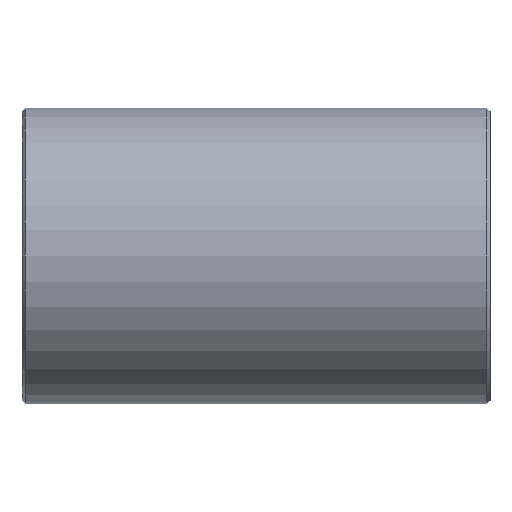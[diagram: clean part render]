
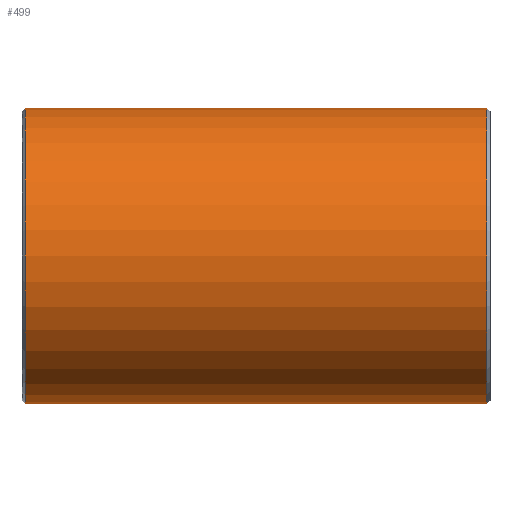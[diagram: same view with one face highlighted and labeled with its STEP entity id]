
A CAD part, front view. The second image highlights one B-rep face of the part: STEP entity #499.
In plain terms, the highlighted cylindrical face has radius 136.525 mm (diameter 273.05 mm), a partial arc.
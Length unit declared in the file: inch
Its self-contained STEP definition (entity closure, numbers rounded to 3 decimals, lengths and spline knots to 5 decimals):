
#15 = AXIS2_PLACEMENT_3D ( 'NONE', #575, #851, #220 ) ;
#34 = CARTESIAN_POINT ( 'NONE',  ( 8.37833, 0., 0. ) ) ;
#42 = DIRECTION ( 'NONE',  ( -1., 0., 0. ) ) ;
#48 = DIRECTION ( 'NONE',  ( 0., 0., 1. ) ) ;
#86 = AXIS2_PLACEMENT_3D ( 'NONE', #333, #42, #48 ) ;
#105 = ORIENTED_EDGE ( 'NONE', *, *, #510, .T. ) ;
#108 = CYLINDRICAL_SURFACE ( 'NONE', #86, 5.375 ) ;
#133 = ORIENTED_EDGE ( 'NONE', *, *, #445, .F. ) ;
#136 = CARTESIAN_POINT ( 'NONE',  ( -8.37833, 0., 5.375 ) ) ;
#151 = CARTESIAN_POINT ( 'NONE',  ( -8.37833, 0., -5.375 ) ) ;
#190 = DIRECTION ( 'NONE',  ( 0., 0., -1. ) ) ;
#220 = DIRECTION ( 'NONE',  ( 0., 0., 1. ) ) ;
#234 = ORIENTED_EDGE ( 'NONE', *, *, #639, .T. ) ;
#314 = VERTEX_POINT ( 'NONE', #151 ) ;
#331 = DIRECTION ( 'NONE',  ( -1., 0., 0. ) ) ;
#333 = CARTESIAN_POINT ( 'NONE',  ( 8.5, 0., 0. ) ) ;
#343 = VERTEX_POINT ( 'NONE', #581 ) ;
#385 = CARTESIAN_POINT ( 'NONE',  ( 8.5, 0., -5.375 ) ) ;
#445 = EDGE_CURVE ( 'NONE', #343, #314, #732, .T. ) ;
#456 = AXIS2_PLACEMENT_3D ( 'NONE', #34, #461, #190 ) ;
#461 = DIRECTION ( 'NONE',  ( -1., 0., 0. ) ) ;
#488 = EDGE_CURVE ( 'NONE', #343, #805, #501, .T. ) ;
#499 = ADVANCED_FACE ( 'NONE', ( #811 ), #108, .T. ) ;
#501 = CIRCLE ( 'NONE', #456, 5.375 ) ;
#510 = EDGE_CURVE ( 'NONE', #805, #584, #758, .T. ) ;
#575 = CARTESIAN_POINT ( 'NONE',  ( -8.37833, 0., 0. ) ) ;
#581 = CARTESIAN_POINT ( 'NONE',  ( 8.37833, 0., -5.375 ) ) ;
#584 = VERTEX_POINT ( 'NONE', #136 ) ;
#606 = VECTOR ( 'NONE', #331, 39.37008 ) ;
#619 = CARTESIAN_POINT ( 'NONE',  ( 8.5, 0., 5.375 ) ) ;
#633 = CARTESIAN_POINT ( 'NONE',  ( 8.37833, 0., 5.375 ) ) ;
#639 = EDGE_CURVE ( 'NONE', #584, #314, #649, .T. ) ;
#649 = CIRCLE ( 'NONE', #15, 5.375 ) ;
#662 = EDGE_LOOP ( 'NONE', ( #133, #674, #105, #234 ) ) ;
#674 = ORIENTED_EDGE ( 'NONE', *, *, #488, .T. ) ;
#722 = DIRECTION ( 'NONE',  ( -1., 0., 0. ) ) ;
#732 = LINE ( 'NONE', #385, #881 ) ;
#758 = LINE ( 'NONE', #619, #606 ) ;
#805 = VERTEX_POINT ( 'NONE', #633 ) ;
#811 = FACE_OUTER_BOUND ( 'NONE', #662, .T. ) ;
#851 = DIRECTION ( 'NONE',  ( 1., 0., 0. ) ) ;
#881 = VECTOR ( 'NONE', #722, 39.37008 ) ;
